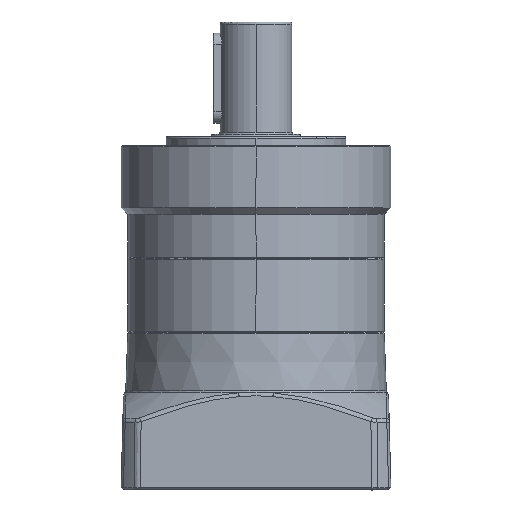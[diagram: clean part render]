
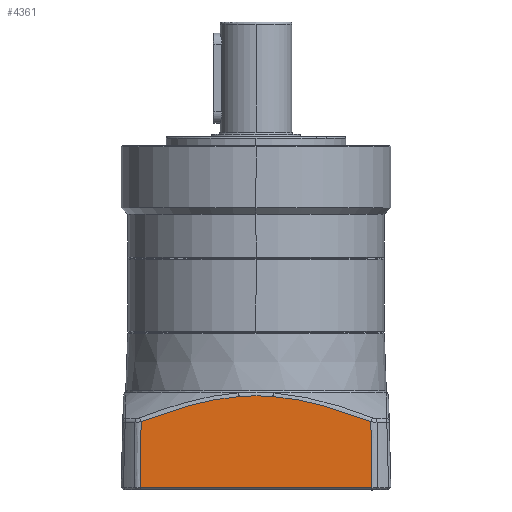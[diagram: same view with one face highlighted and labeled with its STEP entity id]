
A CAD part, left-side view. The second image highlights one B-rep face of the part: STEP entity #4361.
In plain terms, the highlighted face is planar.
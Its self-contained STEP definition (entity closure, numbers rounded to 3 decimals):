
#1924 = CARTESIAN_POINT ( 'NONE',  ( 59.106, -3.445, -40.793 ) ) ;
#2073 = CARTESIAN_POINT ( 'NONE',  ( 59.017, -0.048, -29.735 ) ) ;
#2231 = CARTESIAN_POINT ( 'NONE',  ( 58.951, 2.459, -18.706 ) ) ;
#3648 = ORIENTED_EDGE ( 'NONE', *, *, #18660, .T. ) ;
#4344 = CARTESIAN_POINT ( 'NONE',  ( 59.205, -7.212, -51.071 ) ) ;
#4361 = ADVANCED_FACE ( 'NONE', ( #8107 ), #14642, .T. ) ;
#4578 = ORIENTED_EDGE ( 'NONE', *, *, #41588, .T. ) ;
#5473 = CARTESIAN_POINT ( 'NONE',  ( 59.103, -3.352, -40.521 ) ) ;
#5617 = CARTESIAN_POINT ( 'NONE',  ( 59.016, -0.03, -29.668 ) ) ;
#5758 = CARTESIAN_POINT ( 'NONE',  ( 58.92, 3.639, -11.148 ) ) ;
#6930 = CARTESIAN_POINT ( 'NONE',  ( 59.205, -7.212, 51.071 ) ) ;
#8087 = EDGE_LOOP ( 'NONE', ( #41215, #30863, #21646, #3648, #41047, #4578 ) ) ;
#8107 = FACE_OUTER_BOUND ( 'NONE', #8087, .T. ) ;
#8244 = DIRECTION ( 'NONE',  ( 0.026, -1., 0.01 ) ) ;
#8588 = VERTEX_POINT ( 'NONE', #43324 ) ;
#8720 = DIRECTION ( 'NONE',  ( -0.026, 1., 0.01 ) ) ;
#9000 = CARTESIAN_POINT ( 'NONE',  ( 59.103, -3.33, -40.456 ) ) ;
#9159 = CARTESIAN_POINT ( 'NONE',  ( 59.003, 0.485, -27.758 ) ) ;
#10487 = CARTESIAN_POINT ( 'NONE',  ( 59.068, -1.996, 36.891 ) ) ;
#11685 = VERTEX_POINT ( 'NONE', #17032 ) ;
#12601 = CARTESIAN_POINT ( 'NONE',  ( 59.086, -2.685, -38.554 ) ) ;
#12759 = CARTESIAN_POINT ( 'NONE',  ( 58.967, 1.861, -21.802 ) ) ;
#13072 = CARTESIAN_POINT ( 'NONE',  ( 58.908, 4.11, 5.008 ) ) ;
#14117 = CARTESIAN_POINT ( 'NONE',  ( 58.928, 3.342, 15.032 ) ) ;
#14568 = DIRECTION ( 'NONE',  ( -0.026, 1., 0. ) ) ;
#14574 = DIRECTION ( 'NONE',  ( 1., 0.026, 0. ) ) ;
#14642 = PLANE ( 'NONE',  #27869 ) ;
#14697 = CARTESIAN_POINT ( 'NONE',  ( 60., -37.59, 60. ) ) ;
#15488 = LINE ( 'NONE', #32983, #16400 ) ;
#16159 = CARTESIAN_POINT ( 'NONE',  ( 59.039, -0.872, -32.686 ) ) ;
#16310 = CARTESIAN_POINT ( 'NONE',  ( 58.955, 2.321, -19.453 ) ) ;
#16400 = VECTOR ( 'NONE', #8244, 1000. ) ;
#16597 = DIRECTION ( 'NONE',  ( 0., 0., -1. ) ) ;
#16700 = CARTESIAN_POINT ( 'NONE',  ( 59.974, -36.615, 60. ) ) ;
#16912 = CARTESIAN_POINT ( 'NONE',  ( 58.904, 4.283, 2.508 ) ) ;
#17032 = CARTESIAN_POINT ( 'NONE',  ( 59.205, -7.212, 51.071 ) ) ;
#18660 = EDGE_CURVE ( 'NONE', #8588, #25656, #36507, .T. ) ;
#19288 = VERTEX_POINT ( 'NONE', #42076 ) ;
#19573 = CARTESIAN_POINT ( 'NONE',  ( 59.129, -4.342, -43.379 ) ) ;
#19724 = CARTESIAN_POINT ( 'NONE',  ( 59.022, -0.228, -30.396 ) ) ;
#19880 = CARTESIAN_POINT ( 'NONE',  ( 58.952, 2.429, -18.87 ) ) ;
#20481 = CARTESIAN_POINT ( 'NONE',  ( 58.908, 4.11, -5.007 ) ) ;
#21646 = ORIENTED_EDGE ( 'NONE', *, *, #43240, .T. ) ;
#21687 = VERTEX_POINT ( 'NONE', #4344 ) ;
#23133 = CARTESIAN_POINT ( 'NONE',  ( 59.109, -3.569, -41.158 ) ) ;
#23279 = CARTESIAN_POINT ( 'NONE',  ( 59.018, -0.073, -29.829 ) ) ;
#23430 = CARTESIAN_POINT ( 'NONE',  ( 58.951, 2.454, -18.732 ) ) ;
#24442 = CARTESIAN_POINT ( 'NONE',  ( 59.133, -4.486, 44.062 ) ) ;
#25656 = VERTEX_POINT ( 'NONE', #37406 ) ;
#26696 = CARTESIAN_POINT ( 'NONE',  ( 59.104, -3.383, -40.611 ) ) ;
#26838 = CARTESIAN_POINT ( 'NONE',  ( 59.017, -0.037, -29.695 ) ) ;
#26984 = CARTESIAN_POINT ( 'NONE',  ( 58.933, 3.155, -14.871 ) ) ;
#27428 = CARTESIAN_POINT ( 'NONE',  ( 58.913, 3.919, 7.507 ) ) ;
#27869 = AXIS2_PLACEMENT_3D ( 'NONE', #14697, #14574, #14568 ) ;
#28784 = EDGE_CURVE ( 'NONE', #25656, #21687, #33684, .T. ) ;
#29027 = B_SPLINE_CURVE_WITH_KNOTS ( 'NONE', 3,
 ( #27428, #13072, #16912, #41331, #20481, #44693 ),
 .UNSPECIFIED., .F., .F.,
 ( 4, 2, 4 ),
 ( 0., 0.5, 1. ),
 .UNSPECIFIED. ) ;
#30265 = CARTESIAN_POINT ( 'NONE',  ( 59.103, -3.339, -40.482 ) ) ;
#30423 = CARTESIAN_POINT ( 'NONE',  ( 59.016, -0.026, -29.656 ) ) ;
#30566 = CARTESIAN_POINT ( 'NONE',  ( 58.913, 3.919, -7.507 ) ) ;
#30863 = ORIENTED_EDGE ( 'NONE', *, *, #40219, .F. ) ;
#32983 = CARTESIAN_POINT ( 'NONE',  ( 59.205, -7.212, 51.071 ) ) ;
#33415 = CARTESIAN_POINT ( 'NONE',  ( 59.205, -7.212, -51.071 ) ) ;
#33439 = CARTESIAN_POINT ( 'NONE',  ( 59.974, -36.615, -51.372 ) ) ;
#33516 = VECTOR ( 'NONE', #8720, 1000. ) ;
#33684 = LINE ( 'NONE', #33439, #33516 ) ;
#33709 = CARTESIAN_POINT ( 'NONE',  ( 59.103, -3.326, -40.445 ) ) ;
#33852 = CARTESIAN_POINT ( 'NONE',  ( 58.985, 1.176, -24.975 ) ) ;
#34786 = VERTEX_POINT ( 'NONE', #35551 ) ;
#34814 = B_SPLINE_CURVE_WITH_KNOTS ( 'NONE', 3,
 ( #33415, #36976, #40439, #19573, #43844, #23133, #1924, #26696, #5473, #30265, #9000, #33709, #12601, #37133, #16159, #40597, #19724, #43984, #23279, #2073, #26838, #5617, #30423, #9159, #33852, #12759, #37276, #16310, #40739, #19880, #44123, #23430, #2231, #26984, #5758, #30566 ),
 .UNSPECIFIED., .F., .F.,
 ( 4, 1, 1, 1, 1, 1, 1, 1, 2, 2, 1, 1, 1, 1, 1, 1, 1, 2, 2, 1, 1, 1, 1, 1, 1, 2, 2, 4 ),
 ( 0., 0.125, 0.188, 0.219, 0.234, 0.242, 0.246, 0.248, 0.249, 0.25, 0.375, 0.438, 0.469, 0.484, 0.492, 0.496, 0.498, 0.499, 0.5, 0.625, 0.688, 0.719, 0.734, 0.742, 0.746, 0.748, 0.75, 1. ),
 .UNSPECIFIED. ) ;
#35123 = CARTESIAN_POINT ( 'NONE',  ( 58.965, 1.918, 22.389 ) ) ;
#35551 = CARTESIAN_POINT ( 'NONE',  ( 58.913, 3.919, 7.507 ) ) ;
#36507 = LINE ( 'NONE', #16700, #37619 ) ;
#36976 = CARTESIAN_POINT ( 'NONE',  ( 59.185, -6.477, -49.18 ) ) ;
#37133 = CARTESIAN_POINT ( 'NONE',  ( 59.063, -1.796, -35.799 ) ) ;
#37276 = CARTESIAN_POINT ( 'NONE',  ( 58.959, 2.173, -20.233 ) ) ;
#37406 = CARTESIAN_POINT ( 'NONE',  ( 59.974, -36.615, -51.372 ) ) ;
#37619 = VECTOR ( 'NONE', #16597, 1000. ) ;
#38578 = CARTESIAN_POINT ( 'NONE',  ( 58.913, 3.919, 7.507 ) ) ;
#40219 = EDGE_CURVE ( 'NONE', #11685, #34786, #42006, .T. ) ;
#40439 = CARTESIAN_POINT ( 'NONE',  ( 59.158, -5.439, -46.432 ) ) ;
#40597 = CARTESIAN_POINT ( 'NONE',  ( 59.027, -0.438, -31.155 ) ) ;
#40739 = CARTESIAN_POINT ( 'NONE',  ( 58.953, 2.393, -19.064 ) ) ;
#41047 = ORIENTED_EDGE ( 'NONE', *, *, #28784, .T. ) ;
#41215 = ORIENTED_EDGE ( 'NONE', *, *, #43478, .F. ) ;
#41331 = CARTESIAN_POINT ( 'NONE',  ( 58.904, 4.283, -2.507 ) ) ;
#41588 = EDGE_CURVE ( 'NONE', #21687, #19288, #34814, .T. ) ;
#42006 = B_SPLINE_CURVE_WITH_KNOTS ( 'NONE', 3,
 ( #6930, #24442, #10487, #35123, #14117, #38578 ),
 .UNSPECIFIED., .F., .F.,
 ( 4, 2, 4 ),
 ( 0., 0.5, 1. ),
 .UNSPECIFIED. ) ;
#42076 = CARTESIAN_POINT ( 'NONE',  ( 58.913, 3.919, -7.507 ) ) ;
#43240 = EDGE_CURVE ( 'NONE', #11685, #8588, #15488, .T. ) ;
#43324 = CARTESIAN_POINT ( 'NONE',  ( 59.974, -36.615, 51.372 ) ) ;
#43478 = EDGE_CURVE ( 'NONE', #34786, #19288, #29027, .T. ) ;
#43844 = CARTESIAN_POINT ( 'NONE',  ( 59.116, -3.822, -41.892 ) ) ;
#43984 = CARTESIAN_POINT ( 'NONE',  ( 59.019, -0.125, -30.018 ) ) ;
#44123 = CARTESIAN_POINT ( 'NONE',  ( 58.952, 2.444, -18.787 ) ) ;
#44693 = CARTESIAN_POINT ( 'NONE',  ( 58.913, 3.919, -7.507 ) ) ;
